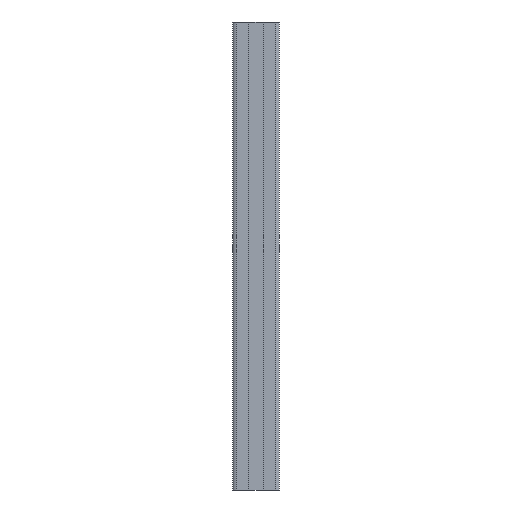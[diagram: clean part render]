
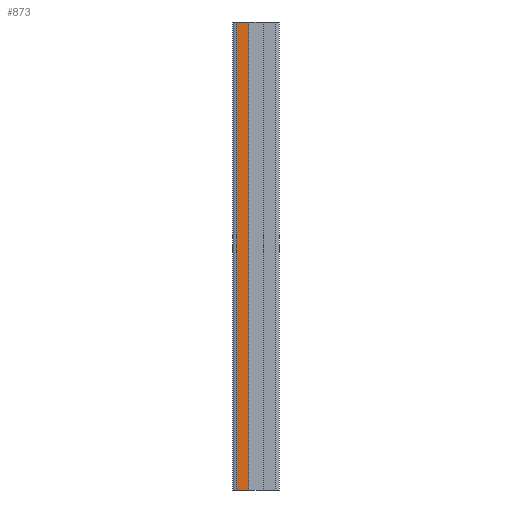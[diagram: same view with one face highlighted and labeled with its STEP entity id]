
A CAD part, left-side view. The second image highlights one B-rep face of the part: STEP entity #873.
In plain terms, the highlighted planar face has unit normal (-1, 0, 0).
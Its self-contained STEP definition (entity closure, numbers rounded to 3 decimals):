
#26 = CARTESIAN_POINT ( 'NONE',  ( -10., 8.5, 0. ) ) ;
#50 = DIRECTION ( 'NONE',  ( 0., -1., 0. ) ) ;
#72 = CARTESIAN_POINT ( 'NONE',  ( -10., 8.5, 200. ) ) ;
#90 = DIRECTION ( 'NONE',  ( 0., -1., 0. ) ) ;
#109 = VERTEX_POINT ( 'NONE', #966 ) ;
#174 = ORIENTED_EDGE ( 'NONE', *, *, #335, .T. ) ;
#223 = VECTOR ( 'NONE', #1277, 1000. ) ;
#335 = EDGE_CURVE ( 'NONE', #588, #109, #372, .T. ) ;
#355 = EDGE_LOOP ( 'NONE', ( #174, #720, #1317, #704 ) ) ;
#372 = LINE ( 'NONE', #719, #1379 ) ;
#408 = VERTEX_POINT ( 'NONE', #734 ) ;
#412 = PLANE ( 'NONE',  #762 ) ;
#520 = EDGE_CURVE ( 'NONE', #1370, #408, #636, .T. ) ;
#588 = VERTEX_POINT ( 'NONE', #26 ) ;
#636 = LINE ( 'NONE', #1135, #688 ) ;
#688 = VECTOR ( 'NONE', #90, 1000. ) ;
#704 = ORIENTED_EDGE ( 'NONE', *, *, #862, .T. ) ;
#710 = VECTOR ( 'NONE', #1472, 1000. ) ;
#719 = CARTESIAN_POINT ( 'NONE',  ( -10., 0., 0. ) ) ;
#720 = ORIENTED_EDGE ( 'NONE', *, *, #997, .F. ) ;
#734 = CARTESIAN_POINT ( 'NONE',  ( -10., 3.2, 200. ) ) ;
#762 = AXIS2_PLACEMENT_3D ( 'NONE', #776, #1493, #1145 ) ;
#776 = CARTESIAN_POINT ( 'NONE',  ( -10., 0., 200. ) ) ;
#862 = EDGE_CURVE ( 'NONE', #1370, #588, #872, .T. ) ;
#872 = LINE ( 'NONE', #72, #710 ) ;
#873 = ADVANCED_FACE ( 'NONE', ( #1481 ), #412, .F. ) ;
#958 = CARTESIAN_POINT ( 'NONE',  ( -10., 8.5, 200. ) ) ;
#966 = CARTESIAN_POINT ( 'NONE',  ( -10., 3.2, 0. ) ) ;
#997 = EDGE_CURVE ( 'NONE', #408, #109, #1412, .T. ) ;
#1034 = CARTESIAN_POINT ( 'NONE',  ( -10., 3.2, 200. ) ) ;
#1135 = CARTESIAN_POINT ( 'NONE',  ( -10., 0., 200. ) ) ;
#1145 = DIRECTION ( 'NONE',  ( 0., 1., 0. ) ) ;
#1277 = DIRECTION ( 'NONE',  ( 0., 0., -1. ) ) ;
#1317 = ORIENTED_EDGE ( 'NONE', *, *, #520, .F. ) ;
#1370 = VERTEX_POINT ( 'NONE', #958 ) ;
#1379 = VECTOR ( 'NONE', #50, 1000. ) ;
#1412 = LINE ( 'NONE', #1034, #223 ) ;
#1472 = DIRECTION ( 'NONE',  ( 0., 0., -1. ) ) ;
#1481 = FACE_OUTER_BOUND ( 'NONE', #355, .T. ) ;
#1493 = DIRECTION ( 'NONE',  ( 1., 0., 0. ) ) ;
